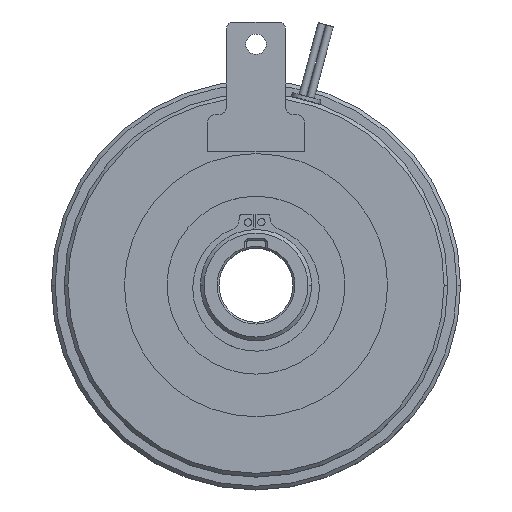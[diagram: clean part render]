
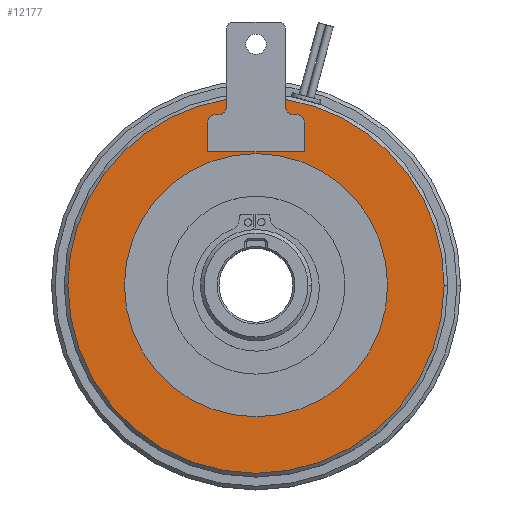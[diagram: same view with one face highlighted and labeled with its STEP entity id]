
A CAD part, top view. The second image highlights one B-rep face of the part: STEP entity #12177.
In plain terms, the highlighted planar face has unit normal (0, 0, 1).
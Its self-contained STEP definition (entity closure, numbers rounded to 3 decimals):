
#10655 = CARTESIAN_POINT ( 'NONE',  ( 8., 50.115, 26.15 ) ) ;
#10682 = DIRECTION ( 'NONE',  ( 1., 0., 0. ) ) ;
#10683 = DIRECTION ( 'NONE',  ( 0., 0., 1. ) ) ;
#10684 = CARTESIAN_POINT ( 'NONE',  ( 0., 0., 26.15 ) ) ;
#10685 = AXIS2_PLACEMENT_3D ( 'NONE', #10684, #10683, #10682 ) ;
#10686 = CIRCLE ( 'NONE', #10685, 50.75 ) ;
#10741 = CARTESIAN_POINT ( 'NONE',  ( -50.75, 0., 26.15 ) ) ;
#10787 = CARTESIAN_POINT ( 'NONE',  ( -8., 50.115, 26.15 ) ) ;
#10815 = CARTESIAN_POINT ( 'NONE',  ( 50.75, 0., 26.15 ) ) ;
#10816 = DIRECTION ( 'NONE',  ( 1., 0., 0. ) ) ;
#10817 = DIRECTION ( 'NONE',  ( 0., 0., 1. ) ) ;
#10818 = CARTESIAN_POINT ( 'NONE',  ( 0., 0., 26.15 ) ) ;
#10819 = AXIS2_PLACEMENT_3D ( 'NONE', #10818, #10817, #10816 ) ;
#10820 = CIRCLE ( 'NONE', #10819, 50.75 ) ;
#10907 = CARTESIAN_POINT ( 'NONE',  ( 35.5, 0., 26.15 ) ) ;
#10930 = CARTESIAN_POINT ( 'NONE',  ( -35.5, 0., 26.15 ) ) ;
#11002 = DIRECTION ( 'NONE',  ( 1., 0., 0. ) ) ;
#11003 = DIRECTION ( 'NONE',  ( 0., 0., 1. ) ) ;
#11004 = CARTESIAN_POINT ( 'NONE',  ( 0., 0., 26.15 ) ) ;
#11005 = AXIS2_PLACEMENT_3D ( 'NONE', #11004, #11003, #11002 ) ;
#11006 = CIRCLE ( 'NONE', #11005, 35.5 ) ;
#11245 = CIRCLE ( 'NONE', #11311, 50.75 ) ;
#11246 = CARTESIAN_POINT ( 'NONE',  ( 0., 0., 26.15 ) ) ;
#11259 = DIRECTION ( 'NONE',  ( 1., 0., 0. ) ) ;
#11260 = DIRECTION ( 'NONE',  ( 0., 0., 1. ) ) ;
#11261 = CARTESIAN_POINT ( 'NONE',  ( 0., 0., 26.15 ) ) ;
#11262 = AXIS2_PLACEMENT_3D ( 'NONE', #11261, #11260, #11259 ) ;
#11263 = CIRCLE ( 'NONE', #11262, 35.5 ) ;
#11279 = DIRECTION ( 'NONE',  ( -1., 0., 0. ) ) ;
#11280 = VECTOR ( 'NONE', #11279, 1000. ) ;
#11281 = CARTESIAN_POINT ( 'NONE',  ( 10., 46., 26.15 ) ) ;
#11282 = LINE ( 'NONE', #11281, #11280 ) ;
#11285 = CARTESIAN_POINT ( 'NONE',  ( 11., 46., 26.15 ) ) ;
#11309 = DIRECTION ( 'NONE',  ( 1., 0., 0. ) ) ;
#11310 = DIRECTION ( 'NONE',  ( 0., 0., 1. ) ) ;
#11311 = AXIS2_PLACEMENT_3D ( 'NONE', #11246, #11310, #11309 ) ;
#11313 = CARTESIAN_POINT ( 'NONE',  ( 13., 44., 26.15 ) ) ;
#11342 = CARTESIAN_POINT ( 'NONE',  ( 8., 48., 26.15 ) ) ;
#11343 = DIRECTION ( 'NONE',  ( -1., 0., 0. ) ) ;
#11344 = DIRECTION ( 'NONE',  ( 0., 0., -1. ) ) ;
#11345 = CARTESIAN_POINT ( 'NONE',  ( 10., 48., 26.15 ) ) ;
#11346 = AXIS2_PLACEMENT_3D ( 'NONE', #11345, #11344, #11343 ) ;
#11347 = CIRCLE ( 'NONE', #11346, 2. ) ;
#11356 = CARTESIAN_POINT ( 'NONE',  ( 10., 46., 26.15 ) ) ;
#11361 = DIRECTION ( 'NONE',  ( 0., -1., 0. ) ) ;
#11362 = VECTOR ( 'NONE', #11361, 1000. ) ;
#11363 = CARTESIAN_POINT ( 'NONE',  ( -8., 69., 26.15 ) ) ;
#11364 = LINE ( 'NONE', #11363, #11362 ) ;
#11376 = DIRECTION ( 'NONE',  ( 1., 0., 0. ) ) ;
#11377 = DIRECTION ( 'NONE',  ( 0., 0., 1. ) ) ;
#11378 = CARTESIAN_POINT ( 'NONE',  ( 0., 0., 26.15 ) ) ;
#11380 = AXIS2_PLACEMENT_3D ( 'NONE', #11378, #11377, #11376 ) ;
#11381 = PLANE ( 'NONE',  #11380 ) ;
#11382 = FACE_OUTER_BOUND ( 'NONE', #12086, .T. ) ;
#11383 = FACE_BOUND ( 'NONE', #12087, .T. ) ;
#11397 = DIRECTION ( 'NONE',  ( 0., 1., 0. ) ) ;
#11398 = VECTOR ( 'NONE', #11397, 1000. ) ;
#11399 = CARTESIAN_POINT ( 'NONE',  ( 8., 69., 26.15 ) ) ;
#11400 = LINE ( 'NONE', #11399, #11398 ) ;
#11777 = VERTEX_POINT ( 'NONE', #10655 ) ;
#11791 = EDGE_CURVE ( 'NONE', #11843, #11777, #10686, .T. ) ;
#11799 = VERTEX_POINT ( 'NONE', #10741 ) ;
#11826 = VERTEX_POINT ( 'NONE', #10787 ) ;
#11842 = EDGE_CURVE ( 'NONE', #11826, #11799, #10820, .T. ) ;
#11843 = VERTEX_POINT ( 'NONE', #10815 ) ;
#11872 = VERTEX_POINT ( 'NONE', #10930 ) ;
#11884 = VERTEX_POINT ( 'NONE', #10907 ) ;
#11931 = EDGE_CURVE ( 'NONE', #11884, #11872, #11006, .T. ) ;
#12086 = EDGE_LOOP ( 'NONE', ( #12138, #12139, #12171, #12172, #12099, #12274, #12226, #12228, #12231, #12232, #12239, #12235, #12242, #12240 ) ) ;
#12087 = EDGE_LOOP ( 'NONE', ( #12088, #12089 ) ) ;
#12088 = ORIENTED_EDGE ( 'NONE', *, *, #11931, .F. ) ;
#12089 = ORIENTED_EDGE ( 'NONE', *, *, #12090, .F. ) ;
#12090 = EDGE_CURVE ( 'NONE', #11872, #11884, #11263, .T. ) ;
#12094 = EDGE_CURVE ( 'NONE', #11799, #11843, #11245, .T. ) ;
#12099 = ORIENTED_EDGE ( 'NONE', *, *, #12155, .F. ) ;
#12109 = VERTEX_POINT ( 'NONE', #11285 ) ;
#12110 = EDGE_CURVE ( 'NONE', #12109, #12152, #11282, .T. ) ;
#12138 = ORIENTED_EDGE ( 'NONE', *, *, #11842, .T. ) ;
#12139 = ORIENTED_EDGE ( 'NONE', *, *, #12094, .T. ) ;
#12140 = VERTEX_POINT ( 'NONE', #11313 ) ;
#12146 = EDGE_CURVE ( 'NONE', #11826, #12260, #11364, .T. ) ;
#12152 = VERTEX_POINT ( 'NONE', #11356 ) ;
#12155 = EDGE_CURVE ( 'NONE', #12152, #12159, #11347, .T. ) ;
#12159 = VERTEX_POINT ( 'NONE', #11342 ) ;
#12171 = ORIENTED_EDGE ( 'NONE', *, *, #11791, .T. ) ;
#12172 = ORIENTED_EDGE ( 'NONE', *, *, #12173, .F. ) ;
#12173 = EDGE_CURVE ( 'NONE', #12159, #11777, #11400, .T. ) ;
#12177 = ADVANCED_FACE ( 'NONE', ( #11383, #11382 ), #11381, .T. ) ;
#12182 = VERTEX_POINT ( 'NONE', #16033 ) ;
#12207 = EDGE_CURVE ( 'NONE', #12208, #12230, #16062, .T. ) ;
#12208 = VERTEX_POINT ( 'NONE', #16058 ) ;
#12209 = VERTEX_POINT ( 'NONE', #16057 ) ;
#12226 = ORIENTED_EDGE ( 'NONE', *, *, #12227, .F. ) ;
#12227 = EDGE_CURVE ( 'NONE', #12140, #12109, #16092, .T. ) ;
#12228 = ORIENTED_EDGE ( 'NONE', *, *, #12229, .F. ) ;
#12229 = EDGE_CURVE ( 'NONE', #12230, #12140, #16093, .T. ) ;
#12230 = VERTEX_POINT ( 'NONE', #16084 ) ;
#12231 = ORIENTED_EDGE ( 'NONE', *, *, #12207, .F. ) ;
#12232 = ORIENTED_EDGE ( 'NONE', *, *, #12272, .F. ) ;
#12235 = ORIENTED_EDGE ( 'NONE', *, *, #12266, .F. ) ;
#12239 = ORIENTED_EDGE ( 'NONE', *, *, #12271, .F. ) ;
#12240 = ORIENTED_EDGE ( 'NONE', *, *, #12146, .F. ) ;
#12241 = EDGE_CURVE ( 'NONE', #12260, #12249, #16139, .T. ) ;
#12242 = ORIENTED_EDGE ( 'NONE', *, *, #12241, .F. ) ;
#12249 = VERTEX_POINT ( 'NONE', #16120 ) ;
#12260 = VERTEX_POINT ( 'NONE', #16166 ) ;
#12266 = EDGE_CURVE ( 'NONE', #12249, #12182, #16156, .T. ) ;
#12271 = EDGE_CURVE ( 'NONE', #12182, #12209, #16148, .T. ) ;
#12272 = EDGE_CURVE ( 'NONE', #12209, #12208, #16143, .T. ) ;
#12274 = ORIENTED_EDGE ( 'NONE', *, *, #12110, .F. ) ;
#16033 = CARTESIAN_POINT ( 'NONE',  ( -11., 46., 26.15 ) ) ;
#16057 = CARTESIAN_POINT ( 'NONE',  ( -13., 44., 26.15 ) ) ;
#16058 = CARTESIAN_POINT ( 'NONE',  ( -13., 36., 26.15 ) ) ;
#16059 = DIRECTION ( 'NONE',  ( 1., 0., 0. ) ) ;
#16060 = VECTOR ( 'NONE', #16059, 1000. ) ;
#16061 = CARTESIAN_POINT ( 'NONE',  ( -13., 36., 26.15 ) ) ;
#16062 = LINE ( 'NONE', #16061, #16060 ) ;
#16084 = CARTESIAN_POINT ( 'NONE',  ( 13., 36., 26.15 ) ) ;
#16085 = DIRECTION ( 'NONE',  ( 0., 1., 0. ) ) ;
#16086 = VECTOR ( 'NONE', #16085, 1000. ) ;
#16087 = CARTESIAN_POINT ( 'NONE',  ( 13., 44., 26.15 ) ) ;
#16088 = DIRECTION ( 'NONE',  ( 1., 0., 0. ) ) ;
#16089 = DIRECTION ( 'NONE',  ( 0., 0., 1. ) ) ;
#16090 = CARTESIAN_POINT ( 'NONE',  ( 11., 44., 26.15 ) ) ;
#16091 = AXIS2_PLACEMENT_3D ( 'NONE', #16090, #16089, #16088 ) ;
#16092 = CIRCLE ( 'NONE', #16091, 2. ) ;
#16093 = LINE ( 'NONE', #16087, #16086 ) ;
#16120 = CARTESIAN_POINT ( 'NONE',  ( -10., 46., 26.15 ) ) ;
#16135 = DIRECTION ( 'NONE',  ( -1., 0., 0. ) ) ;
#16136 = DIRECTION ( 'NONE',  ( 0., 0., -1. ) ) ;
#16137 = CARTESIAN_POINT ( 'NONE',  ( -10., 48., 26.15 ) ) ;
#16138 = AXIS2_PLACEMENT_3D ( 'NONE', #16137, #16136, #16135 ) ;
#16139 = CIRCLE ( 'NONE', #16138, 2. ) ;
#16140 = DIRECTION ( 'NONE',  ( 0., -1., 0. ) ) ;
#16141 = VECTOR ( 'NONE', #16140, 1000. ) ;
#16142 = CARTESIAN_POINT ( 'NONE',  ( -13., 44., 26.15 ) ) ;
#16143 = LINE ( 'NONE', #16142, #16141 ) ;
#16144 = DIRECTION ( 'NONE',  ( -1., 0., 0. ) ) ;
#16145 = DIRECTION ( 'NONE',  ( 0., 0., 1. ) ) ;
#16146 = CARTESIAN_POINT ( 'NONE',  ( -11., 44., 26.15 ) ) ;
#16147 = AXIS2_PLACEMENT_3D ( 'NONE', #16146, #16145, #16144 ) ;
#16148 = CIRCLE ( 'NONE', #16147, 2. ) ;
#16153 = DIRECTION ( 'NONE',  ( -1., 0., 0. ) ) ;
#16154 = VECTOR ( 'NONE', #16153, 1000. ) ;
#16155 = CARTESIAN_POINT ( 'NONE',  ( -11., 46., 26.15 ) ) ;
#16156 = LINE ( 'NONE', #16155, #16154 ) ;
#16166 = CARTESIAN_POINT ( 'NONE',  ( -8., 48., 26.15 ) ) ;
